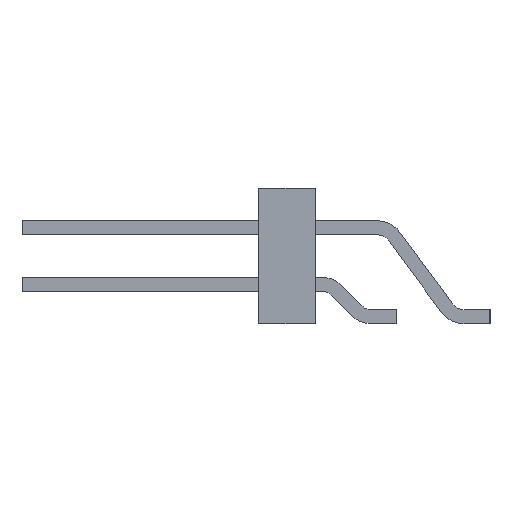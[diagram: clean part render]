
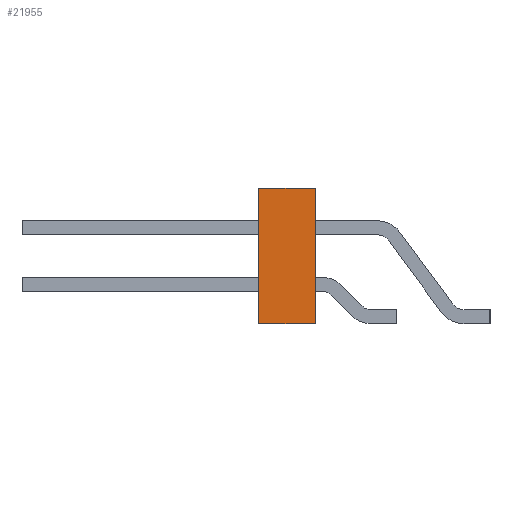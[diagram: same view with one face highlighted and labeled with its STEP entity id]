
A CAD part, left-side view. The second image highlights one B-rep face of the part: STEP entity #21955.
In plain terms, the highlighted face is planar.
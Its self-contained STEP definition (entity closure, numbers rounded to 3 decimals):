
#2602 = VERTEX_POINT('',#2603);
#2603 = CARTESIAN_POINT('',(21.59,3.048,1.27));
#2609 = EDGE_CURVE('',#2602,#2610,#2612,.T.);
#2610 = VERTEX_POINT('',#2611);
#2611 = CARTESIAN_POINT('',(21.59,3.048,-1.27));
#2612 = LINE('',#2613,#2614);
#2613 = CARTESIAN_POINT('',(21.59,3.048,1.27));
#2614 = VECTOR('',#2615,1.);
#2615 = DIRECTION('',(0.,0.,-1.));
#9538 = VERTEX_POINT('',#9539);
#9539 = CARTESIAN_POINT('',(21.59,-3.048,-1.27));
#9545 = EDGE_CURVE('',#9546,#9538,#9548,.T.);
#9546 = VERTEX_POINT('',#9547);
#9547 = CARTESIAN_POINT('',(21.59,-3.048,1.27));
#9548 = LINE('',#9549,#9550);
#9549 = CARTESIAN_POINT('',(21.59,-3.048,1.27));
#9550 = VECTOR('',#9551,1.);
#9551 = DIRECTION('',(0.,0.,-1.));
#16741 = EDGE_CURVE('',#9546,#2602,#16742,.T.);
#16742 = LINE('',#16743,#16744);
#16743 = CARTESIAN_POINT('',(21.59,-3.048,1.27));
#16744 = VECTOR('',#16745,1.);
#16745 = DIRECTION('',(0.,1.,0.));
#19620 = EDGE_CURVE('',#9538,#2610,#19621,.T.);
#19621 = LINE('',#19622,#19623);
#19622 = CARTESIAN_POINT('',(21.59,-3.048,-1.27));
#19623 = VECTOR('',#19624,1.);
#19624 = DIRECTION('',(0.,1.,0.));
#21955 = ADVANCED_FACE('',(#21956),#21962,.F.);
#21956 = FACE_BOUND('',#21957,.T.);
#21957 = EDGE_LOOP('',(#21958,#21959,#21960,#21961));
#21958 = ORIENTED_EDGE('',*,*,#19620,.T.);
#21959 = ORIENTED_EDGE('',*,*,#2609,.F.);
#21960 = ORIENTED_EDGE('',*,*,#16741,.F.);
#21961 = ORIENTED_EDGE('',*,*,#9545,.T.);
#21962 = PLANE('',#21963);
#21963 = AXIS2_PLACEMENT_3D('',#21964,#21965,#21966);
#21964 = CARTESIAN_POINT('',(21.59,-3.048,1.27));
#21965 = DIRECTION('',(-1.,0.,0.));
#21966 = DIRECTION('',(0.,0.,1.));
